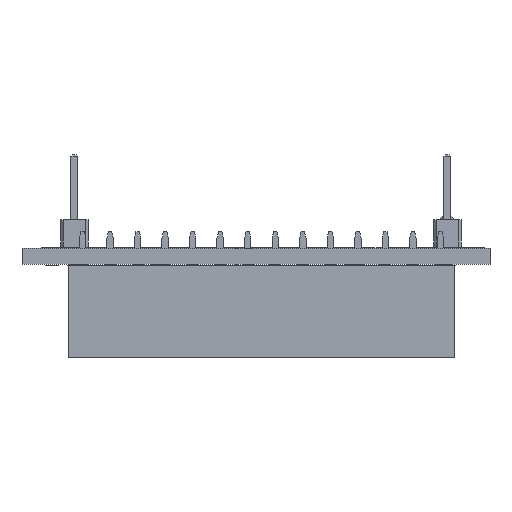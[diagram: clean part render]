
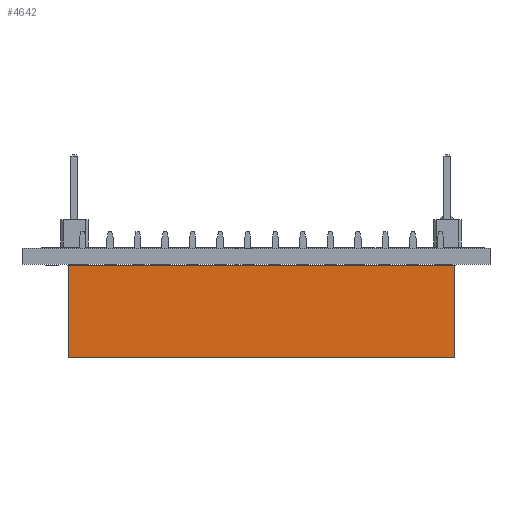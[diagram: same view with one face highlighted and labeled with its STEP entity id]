
A CAD part, front view. The second image highlights one B-rep face of the part: STEP entity #4642.
In plain terms, the highlighted face is planar.
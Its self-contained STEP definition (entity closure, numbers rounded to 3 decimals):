
#4642 = ADVANCED_FACE('',(#4643),#4677,.F.);
#4643 = FACE_BOUND('',#4644,.F.);
#4644 = EDGE_LOOP('',(#4645,#4655,#4663,#4671));
#4645 = ORIENTED_EDGE('',*,*,#4646,.T.);
#4646 = EDGE_CURVE('',#4647,#4649,#4651,.T.);
#4647 = VERTEX_POINT('',#4648);
#4648 = CARTESIAN_POINT('',(1.27,-34.29,0.));
#4649 = VERTEX_POINT('',#4650);
#4650 = CARTESIAN_POINT('',(1.27,-34.29,8.5));
#4651 = LINE('',#4652,#4653);
#4652 = CARTESIAN_POINT('',(1.27,-34.29,0.));
#4653 = VECTOR('',#4654,1.);
#4654 = DIRECTION('',(0.,0.,1.));
#4655 = ORIENTED_EDGE('',*,*,#4656,.T.);
#4656 = EDGE_CURVE('',#4649,#4657,#4659,.T.);
#4657 = VERTEX_POINT('',#4658);
#4658 = CARTESIAN_POINT('',(1.27,1.27,8.5));
#4659 = LINE('',#4660,#4661);
#4660 = CARTESIAN_POINT('',(1.27,-34.29,8.5));
#4661 = VECTOR('',#4662,1.);
#4662 = DIRECTION('',(0.,1.,0.));
#4663 = ORIENTED_EDGE('',*,*,#4664,.F.);
#4664 = EDGE_CURVE('',#4665,#4657,#4667,.T.);
#4665 = VERTEX_POINT('',#4666);
#4666 = CARTESIAN_POINT('',(1.27,1.27,0.));
#4667 = LINE('',#4668,#4669);
#4668 = CARTESIAN_POINT('',(1.27,1.27,0.));
#4669 = VECTOR('',#4670,1.);
#4670 = DIRECTION('',(0.,0.,1.));
#4671 = ORIENTED_EDGE('',*,*,#4672,.F.);
#4672 = EDGE_CURVE('',#4647,#4665,#4673,.T.);
#4673 = LINE('',#4674,#4675);
#4674 = CARTESIAN_POINT('',(1.27,-34.29,0.));
#4675 = VECTOR('',#4676,1.);
#4676 = DIRECTION('',(0.,1.,0.));
#4677 = PLANE('',#4678);
#4678 = AXIS2_PLACEMENT_3D('',#4679,#4680,#4681);
#4679 = CARTESIAN_POINT('',(1.27,-34.29,0.));
#4680 = DIRECTION('',(-1.,0.,0.));
#4681 = DIRECTION('',(0.,1.,0.));
